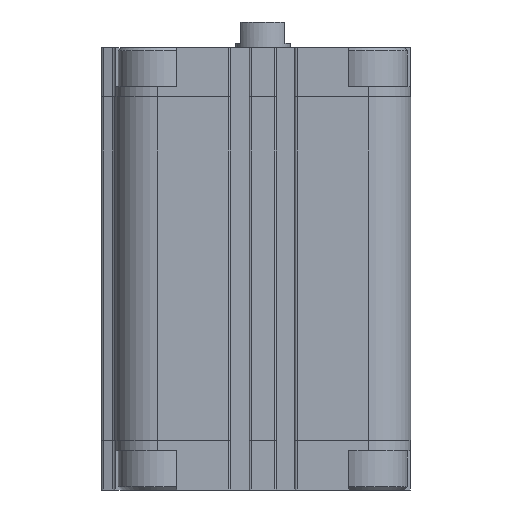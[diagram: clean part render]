
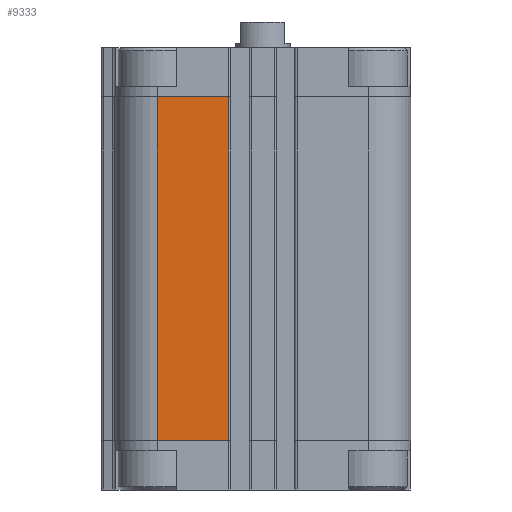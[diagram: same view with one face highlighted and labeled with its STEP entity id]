
A CAD part, left-side view. The second image highlights one B-rep face of the part: STEP entity #9333.
In plain terms, the highlighted face is planar.
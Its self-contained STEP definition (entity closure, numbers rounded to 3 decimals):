
#1813=ORIENTED_EDGE('',*,*,#4199,.F.);
#1814=ORIENTED_EDGE('',*,*,#4227,.F.);
#1815=ORIENTED_EDGE('',*,*,#3899,.T.);
#1816=ORIENTED_EDGE('',*,*,#4228,.T.);
#3899=EDGE_CURVE('',#5245,#5244,#6038,.T.);
#4199=EDGE_CURVE('',#5430,#5431,#6254,.T.);
#4227=EDGE_CURVE('',#5245,#5430,#6271,.T.);
#4228=EDGE_CURVE('',#5244,#5431,#6272,.T.);
#5244=VERTEX_POINT('',#14365);
#5245=VERTEX_POINT('',#14367);
#5430=VERTEX_POINT('',#14957);
#5431=VERTEX_POINT('',#14959);
#6038=LINE('',#14366,#6894);
#6254=LINE('',#14958,#7110);
#6271=LINE('',#15014,#7127);
#6272=LINE('',#15016,#7128);
#6894=VECTOR('',#11110,1000.);
#7110=VECTOR('',#11706,1000.);
#7127=VECTOR('',#11775,1000.);
#7128=VECTOR('',#11778,1000.);
#7660=EDGE_LOOP('',(#1813,#1814,#1815,#1816));
#8318=FACE_BOUND('',#7660,.T.);
#8902=PLANE('',#10078);
#9333=ADVANCED_FACE('',(#8318),#8902,.T.);
#10078=AXIS2_PLACEMENT_3D('',#15015,#11776,#11777);
#11110=DIRECTION('',(0.,1.,0.));
#11706=DIRECTION('',(0.,1.,0.));
#11775=DIRECTION('',(0.,0.,1.));
#11776=DIRECTION('',(1.,0.,0.));
#11777=DIRECTION('',(0.,0.,-1.));
#11778=DIRECTION('',(0.,0.,1.));
#14365=CARTESIAN_POINT('',(43.5,-10.05,-115.5));
#14366=CARTESIAN_POINT('',(43.5,-31.,-115.5));
#14367=CARTESIAN_POINT('',(43.5,-31.,-115.5));
#14957=CARTESIAN_POINT('',(43.5,-31.,-14.5));
#14958=CARTESIAN_POINT('',(43.5,-31.,-14.5));
#14959=CARTESIAN_POINT('',(43.5,-10.05,-14.5));
#15014=CARTESIAN_POINT('',(43.5,-31.,-115.5));
#15015=CARTESIAN_POINT('',(43.5,-31.,-115.5));
#15016=CARTESIAN_POINT('',(43.5,-10.05,-115.5));
